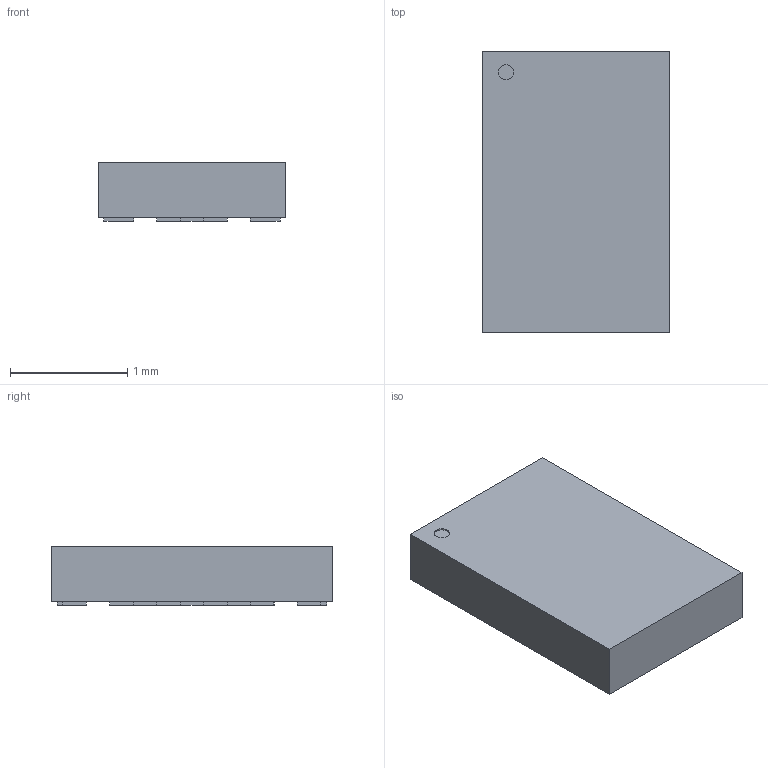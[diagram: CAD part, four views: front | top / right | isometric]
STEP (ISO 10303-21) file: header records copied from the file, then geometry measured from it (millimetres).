
FILE_DESCRIPTION(/* description */ ('Unknown'),/* implementation_level */ '2;1');
FILE_NAME(/* name */ 'CBTU02044HEJ',/* time_stamp */ '2024-01-24T07:27:48+02:00',/* author */ ('Unknown'),/* organization */ ('Unknown'),/* preprocessor_version */ 'ST-DEVELOPER v18.102',/* originating_system */ 'Solid Edge',/* authorisation */ 'Unknown');
FILE_SCHEMA (('AUTOMOTIVE_DESIGN {1 0 10303 214 3 1 1}'));
Length unit declared in the file: millimetre
Products named in the file (1): CBTU02044HEJ
Bounding box: 1.6 x 2.4 x 0.5 mm (x, y, z)
Volume: 1.9 mm3; surface area: 12 mm2
Topology: 1 solids, 1 shells, 93 faces, 219 edges, 146 vertices
Faces by surface type: plane 92, cylinder 1
Full cylindrical faces by diameter (mm): 0.131 x1
Entity records: 3285 total; most frequent: CARTESIAN_POINT 458, ORIENTED_EDGE 436, DIRECTION 408, EDGE_CURVE 218, LINE 216, VECTOR 216, VERTEX_POINT 146, EDGE_LOOP 112
